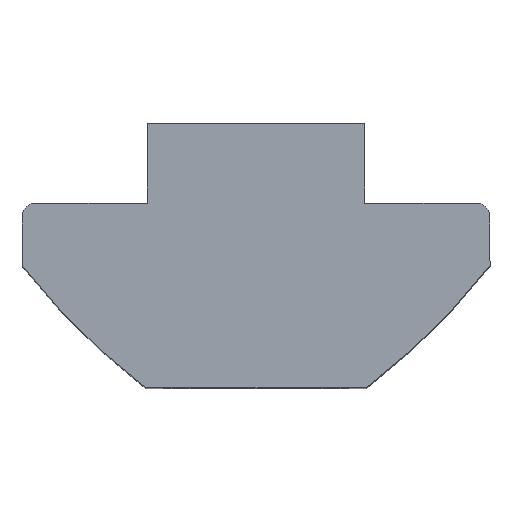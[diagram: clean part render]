
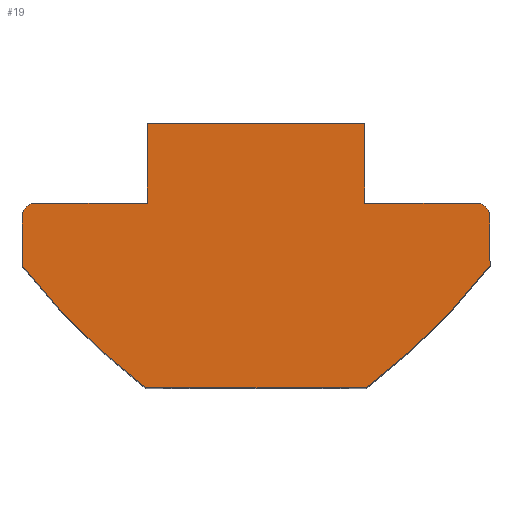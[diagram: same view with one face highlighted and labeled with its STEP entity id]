
A CAD part, top view. The second image highlights one B-rep face of the part: STEP entity #19.
In plain terms, the highlighted planar face has unit normal (0, 0, 1).
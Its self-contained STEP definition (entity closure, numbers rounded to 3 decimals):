
#4 = DIRECTION ( 'NONE',  ( 0., 0., -1. ) ) ;
#5 = EDGE_CURVE ( 'NONE', #689, #620, #590, .T. ) ;
#10 = ORIENTED_EDGE ( 'NONE', *, *, #5, .T. ) ;
#11 = VERTEX_POINT ( 'NONE', #649 ) ;
#14 = EDGE_CURVE ( 'NONE', #620, #409, #446, .T. ) ;
#17 = VERTEX_POINT ( 'NONE', #88 ) ;
#19 = ADVANCED_FACE ( 'NONE', ( #580 ), #366, .T. ) ;
#20 = AXIS2_PLACEMENT_3D ( 'NONE', #626, #488, #665 ) ;
#21 = CARTESIAN_POINT ( 'NONE',  ( -8., -3.4, 22. ) ) ;
#27 = VERTEX_POINT ( 'NONE', #192 ) ;
#33 = CARTESIAN_POINT ( 'NONE',  ( -3.95, 9.918, 22. ) ) ;
#36 = EDGE_CURVE ( 'NONE', #207, #609, #198, .T. ) ;
#54 = DIRECTION ( 'NONE',  ( -1., 0., 0. ) ) ;
#61 = ORIENTED_EDGE ( 'NONE', *, *, #484, .T. ) ;
#83 = DIRECTION ( 'NONE',  ( 0., -1., 0. ) ) ;
#88 = CARTESIAN_POINT ( 'NONE',  ( 8.5, -5.163, 22. ) ) ;
#101 = EDGE_LOOP ( 'NONE', ( #631, #630, #570, #248, #690, #10, #581, #61, #240, #639, #289, #296 ) ) ;
#119 = VECTOR ( 'NONE', #83, 1000. ) ;
#124 = EDGE_CURVE ( 'NONE', #17, #27, #246, .T. ) ;
#141 = CARTESIAN_POINT ( 'NONE',  ( 10.809, 9.918, 22. ) ) ;
#149 = CARTESIAN_POINT ( 'NONE',  ( -8.5, -3.4, 22. ) ) ;
#161 = LINE ( 'NONE', #605, #720 ) ;
#177 = VECTOR ( 'NONE', #277, 1000. ) ;
#178 = VERTEX_POINT ( 'NONE', #257 ) ;
#190 = CARTESIAN_POINT ( 'NONE',  ( 3.95, 0., 22. ) ) ;
#192 = CARTESIAN_POINT ( 'NONE',  ( 8.5, -3.4, 22. ) ) ;
#198 = LINE ( 'NONE', #529, #119 ) ;
#207 = VERTEX_POINT ( 'NONE', #149 ) ;
#213 = CIRCLE ( 'NONE', #386, 24.5 ) ;
#215 = CARTESIAN_POINT ( 'NONE',  ( -10.809, 9.918, 22. ) ) ;
#227 = CARTESIAN_POINT ( 'NONE',  ( 10.809, -2.9, 22. ) ) ;
#240 = ORIENTED_EDGE ( 'NONE', *, *, #598, .F. ) ;
#242 = CARTESIAN_POINT ( 'NONE',  ( -3.95, 0., 22. ) ) ;
#243 = DIRECTION ( 'NONE',  ( 1., 0., 0. ) ) ;
#246 = LINE ( 'NONE', #539, #589 ) ;
#248 = ORIENTED_EDGE ( 'NONE', *, *, #333, .T. ) ;
#257 = CARTESIAN_POINT ( 'NONE',  ( 8., -2.9, 22. ) ) ;
#259 = VECTOR ( 'NONE', #677, 1000. ) ;
#272 = EDGE_CURVE ( 'NONE', #11, #428, #161, .T. ) ;
#277 = DIRECTION ( 'NONE',  ( -1., 0., 0. ) ) ;
#289 = ORIENTED_EDGE ( 'NONE', *, *, #406, .T. ) ;
#296 = ORIENTED_EDGE ( 'NONE', *, *, #272, .T. ) ;
#300 = CARTESIAN_POINT ( 'NONE',  ( -8.5, -5.163, 22. ) ) ;
#312 = LINE ( 'NONE', #322, #177 ) ;
#322 = CARTESIAN_POINT ( 'NONE',  ( 10.809, -2.9, 22. ) ) ;
#329 = EDGE_CURVE ( 'NONE', #17, #428, #213, .T. ) ;
#331 = CARTESIAN_POINT ( 'NONE',  ( -3.95, -2.9, 22. ) ) ;
#333 = EDGE_CURVE ( 'NONE', #178, #500, #312, .T. ) ;
#356 = DIRECTION ( 'NONE',  ( -1., 0., 0. ) ) ;
#366 = PLANE ( 'NONE',  #448 ) ;
#379 = CIRCLE ( 'NONE', #20, 24.5 ) ;
#386 = AXIS2_PLACEMENT_3D ( 'NONE', #215, #4, #54 ) ;
#392 = CARTESIAN_POINT ( 'NONE',  ( 3.95, -2.9, 22. ) ) ;
#406 = EDGE_CURVE ( 'NONE', #609, #11, #379, .T. ) ;
#407 = LINE ( 'NONE', #227, #259 ) ;
#409 = VERTEX_POINT ( 'NONE', #331 ) ;
#412 = DIRECTION ( 'NONE',  ( 0., 0., -1. ) ) ;
#414 = DIRECTION ( 'NONE',  ( 0., 0., -1. ) ) ;
#423 = DIRECTION ( 'NONE',  ( -1., 0., 0. ) ) ;
#428 = VERTEX_POINT ( 'NONE', #611 ) ;
#445 = DIRECTION ( 'NONE',  ( 1., 0., 0. ) ) ;
#446 = LINE ( 'NONE', #33, #532 ) ;
#448 = AXIS2_PLACEMENT_3D ( 'NONE', #141, #535, #243 ) ;
#460 = CARTESIAN_POINT ( 'NONE',  ( 3.95, 9.918, 22. ) ) ;
#484 = EDGE_CURVE ( 'NONE', #409, #704, #407, .T. ) ;
#488 = DIRECTION ( 'NONE',  ( 0., 0., 1. ) ) ;
#500 = VERTEX_POINT ( 'NONE', #392 ) ;
#512 = DIRECTION ( 'NONE',  ( 0., 1., 0. ) ) ;
#528 = DIRECTION ( 'NONE',  ( -1., 0., 0. ) ) ;
#529 = CARTESIAN_POINT ( 'NONE',  ( -8.5, 9.918, 22. ) ) ;
#532 = VECTOR ( 'NONE', #654, 1000. ) ;
#535 = DIRECTION ( 'NONE',  ( 0., 0., 1. ) ) ;
#536 = CARTESIAN_POINT ( 'NONE',  ( 3.95, 0., 22. ) ) ;
#538 = LINE ( 'NONE', #460, #702 ) ;
#539 = CARTESIAN_POINT ( 'NONE',  ( 8.5, 9.918, 22. ) ) ;
#543 = DIRECTION ( 'NONE',  ( 0., 1., 0. ) ) ;
#555 = EDGE_CURVE ( 'NONE', #500, #689, #538, .T. ) ;
#570 = ORIENTED_EDGE ( 'NONE', *, *, #685, .F. ) ;
#580 = FACE_OUTER_BOUND ( 'NONE', #101, .T. ) ;
#581 = ORIENTED_EDGE ( 'NONE', *, *, #14, .T. ) ;
#589 = VECTOR ( 'NONE', #543, 1000. ) ;
#590 = LINE ( 'NONE', #536, #722 ) ;
#598 = EDGE_CURVE ( 'NONE', #207, #704, #660, .T. ) ;
#605 = CARTESIAN_POINT ( 'NONE',  ( -4., -9.6, 22. ) ) ;
#609 = VERTEX_POINT ( 'NONE', #300 ) ;
#611 = CARTESIAN_POINT ( 'NONE',  ( 4., -9.6, 22. ) ) ;
#614 = CIRCLE ( 'NONE', #669, 0.5 ) ;
#620 = VERTEX_POINT ( 'NONE', #242 ) ;
#626 = CARTESIAN_POINT ( 'NONE',  ( 10.809, 9.918, 22. ) ) ;
#630 = ORIENTED_EDGE ( 'NONE', *, *, #124, .T. ) ;
#631 = ORIENTED_EDGE ( 'NONE', *, *, #329, .F. ) ;
#639 = ORIENTED_EDGE ( 'NONE', *, *, #36, .T. ) ;
#642 = AXIS2_PLACEMENT_3D ( 'NONE', #21, #414, #356 ) ;
#643 = CARTESIAN_POINT ( 'NONE',  ( -8., -2.9, 22. ) ) ;
#649 = CARTESIAN_POINT ( 'NONE',  ( -4., -9.6, 22. ) ) ;
#654 = DIRECTION ( 'NONE',  ( 0., -1., 0. ) ) ;
#660 = CIRCLE ( 'NONE', #642, 0.5 ) ;
#665 = DIRECTION ( 'NONE',  ( -1., 0., 0. ) ) ;
#669 = AXIS2_PLACEMENT_3D ( 'NONE', #696, #412, #528 ) ;
#677 = DIRECTION ( 'NONE',  ( -1., 0., 0. ) ) ;
#685 = EDGE_CURVE ( 'NONE', #178, #27, #614, .T. ) ;
#689 = VERTEX_POINT ( 'NONE', #190 ) ;
#690 = ORIENTED_EDGE ( 'NONE', *, *, #555, .T. ) ;
#696 = CARTESIAN_POINT ( 'NONE',  ( 8., -3.4, 22. ) ) ;
#702 = VECTOR ( 'NONE', #512, 1000. ) ;
#704 = VERTEX_POINT ( 'NONE', #643 ) ;
#720 = VECTOR ( 'NONE', #445, 1000. ) ;
#722 = VECTOR ( 'NONE', #423, 1000. ) ;
